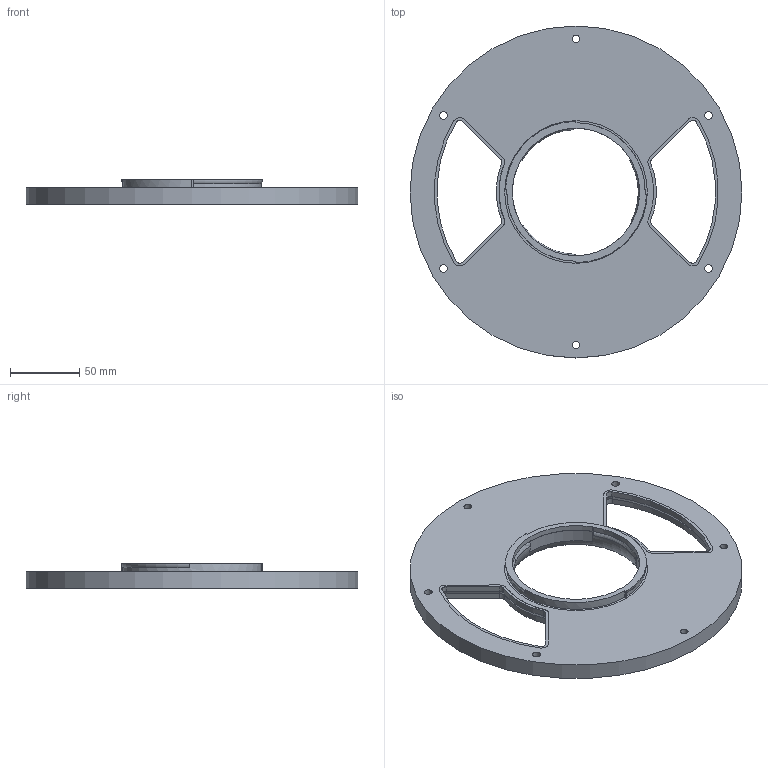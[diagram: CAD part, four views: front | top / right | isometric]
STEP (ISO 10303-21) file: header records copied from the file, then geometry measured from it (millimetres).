
FILE_DESCRIPTION(/* description */ (''),/* implementation_level */ '2;1');
FILE_NAME(/* name */ 'Bulkhead_for_Larger_Systems v6.step',/* time_stamp */ '2024-08-30T00:01:10-07:00',/* author */ (''),/* organization */ (''),/* preprocessor_version */ 'ST-DEVELOPER v20',/* originating_system */ 'Autodesk Translation Framework v13.14.0.145',/* authorisation */ '');
FILE_SCHEMA (('AUTOMOTIVE_DESIGN { 1 0 10303 214 3 1 1 }'));
Length unit declared in the file: millimetre
Products named in the file (5): Bulkhead_for_Larger_Systems; Component1; Component3; Component4; Component5
Assembly tree (4 placements, depth 2):
  Bulkhead_for_Larger_Systems
    Component1
    Component3
    Component4
    Component5
Bounding box: 240 x 240 x 18 mm (x, y, z)
Volume: 381214.4 mm3; surface area: 101504.3 mm2
Topology: 4 solids, 4 shells, 115 faces, 287 edges, 179 vertices
Faces by surface type: cylinder 56, plane 41, cone 12, torus 6
Full cylindrical faces by diameter (mm): 5.6 x6, 92.1 x1, 103.1 x2, 240 x1
Entity records: 3656 total; most frequent: DIRECTION 682, CARTESIAN_POINT 590, ORIENTED_EDGE 574, EDGE_CURVE 287, AXIS2_PLACEMENT_3D 271, VERTEX_POINT 179, CIRCLE 147, LINE 140
